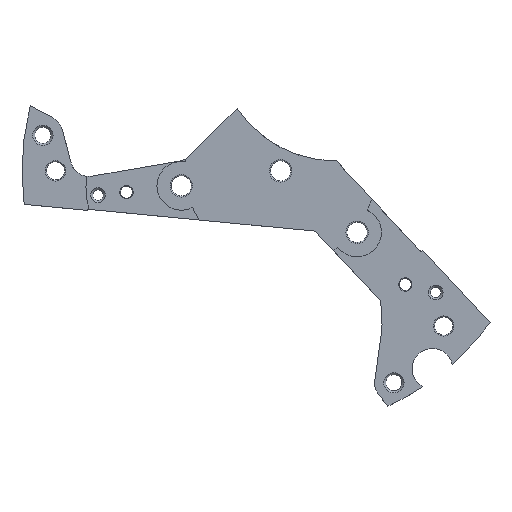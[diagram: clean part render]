
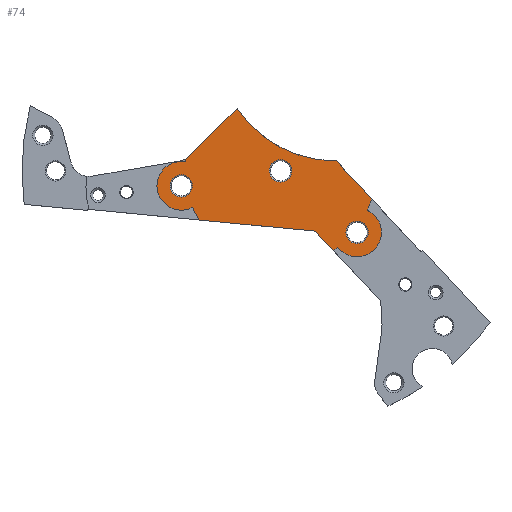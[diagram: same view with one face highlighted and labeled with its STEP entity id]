
A CAD part, top view. The second image highlights one B-rep face of the part: STEP entity #74.
In plain terms, the highlighted planar face has unit normal (0, 0, 1).
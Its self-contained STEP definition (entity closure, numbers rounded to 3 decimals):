
#74=ADVANCED_FACE('',(#337,#339,#341,#343),#345,.F.);
#337=FACE_BOUND('',#338,.T.);
#338=EDGE_LOOP('',(#949,#950,#951,#952,#953,#954,#955,#956,#957,#958,#959,#960));
#339=FACE_BOUND('',#340,.T.);
#340=EDGE_LOOP('',(#961));
#341=FACE_BOUND('',#342,.T.);
#342=EDGE_LOOP('',(#962));
#343=FACE_BOUND('',#344,.T.);
#344=EDGE_LOOP('',(#963));
#345=PLANE('',#346);
#346=AXIS2_PLACEMENT_3D('',#347,#348,#349);
#347=CARTESIAN_POINT('',(0.,0.,-0.76));
#348=DIRECTION('',(0.,0.,-1.));
#349=DIRECTION('',(0.,-1.,0.));
#949=ORIENTED_EDGE('',*,*,#1284,.T.);
#950=ORIENTED_EDGE('',*,*,#1239,.T.);
#951=ORIENTED_EDGE('',*,*,#1285,.T.);
#952=ORIENTED_EDGE('',*,*,#1232,.T.);
#953=ORIENTED_EDGE('',*,*,#1286,.T.);
#954=ORIENTED_EDGE('',*,*,#1280,.T.);
#955=ORIENTED_EDGE('',*,*,#1287,.T.);
#956=ORIENTED_EDGE('',*,*,#1288,.T.);
#957=ORIENTED_EDGE('',*,*,#1289,.T.);
#958=ORIENTED_EDGE('',*,*,#1181,.T.);
#959=ORIENTED_EDGE('',*,*,#1290,.T.);
#960=ORIENTED_EDGE('',*,*,#1185,.T.);
#961=ORIENTED_EDGE('',*,*,#1291,.T.);
#962=ORIENTED_EDGE('',*,*,#1292,.T.);
#963=ORIENTED_EDGE('',*,*,#1293,.T.);
#1181=EDGE_CURVE('',#1359,#1360,#1361,.T.);
#1185=EDGE_CURVE('',#1367,#1368,#1369,.T.);
#1232=EDGE_CURVE('',#1457,#1458,#1459,.T.);
#1239=EDGE_CURVE('',#1470,#1468,#1471,.T.);
#1280=EDGE_CURVE('',#1541,#1544,#1546,.T.);
#1284=EDGE_CURVE('',#1368,#1470,#1553,.T.);
#1285=EDGE_CURVE('',#1468,#1457,#1554,.T.);
#1286=EDGE_CURVE('',#1458,#1541,#1555,.T.);
#1287=EDGE_CURVE('',#1544,#1556,#1557,.T.);
#1288=EDGE_CURVE('',#1556,#1558,#1559,.T.);
#1289=EDGE_CURVE('',#1558,#1359,#1560,.T.);
#1290=EDGE_CURVE('',#1360,#1367,#1561,.T.);
#1291=EDGE_CURVE('',#1562,#1562,#1563,.T.);
#1292=EDGE_CURVE('',#1564,#1564,#1565,.T.);
#1293=EDGE_CURVE('',#1566,#1566,#1567,.T.);
#1359=VERTEX_POINT('',#1678);
#1360=VERTEX_POINT('',#1679);
#1361=CIRCLE('',#1680,4.7);
#1367=VERTEX_POINT('',#1696);
#1368=VERTEX_POINT('',#1697);
#1369=CIRCLE('',#1698,4.7);
#1457=VERTEX_POINT('',#2086);
#1458=VERTEX_POINT('',#2087);
#1459=CIRCLE('',#2088,1.2);
#1468=VERTEX_POINT('',#2214);
#1470=VERTEX_POINT('',#2218);
#1471=LINE('',#2219,#2220);
#1541=VERTEX_POINT('',#2491);
#1544=VERTEX_POINT('',#2498);
#1546=LINE('',#2502,#2503);
#1553=LINE('',#2596,#2597);
#1554=CIRCLE('',#2599,4.7);
#1555=CIRCLE('',#2603,4.7);
#1556=VERTEX_POINT('',#2607);
#1557=CIRCLE('',#2608,5.8);
#1558=VERTEX_POINT('',#2612);
#1559=LINE('',#2613,#2614);
#1560=CIRCLE('',#2616,0.9);
#1561=CIRCLE('',#2620,1.2);
#1562=VERTEX_POINT('',#2624);
#1563=CIRCLE('',#2625,0.552);
#1564=VERTEX_POINT('',#2629);
#1565=CIRCLE('',#2630,0.552);
#1566=VERTEX_POINT('',#2634);
#1567=CIRCLE('',#2635,0.552);
#1678=CARTESIAN_POINT('',(-4.661,0.603,-0.76));
#1679=CARTESIAN_POINT('',(-4.679,0.442,-0.76));
#1680=AXIS2_PLACEMENT_3D('',#1681,#1682,#1683);
#1681=CARTESIAN_POINT('',(0.,0.,-0.76));
#1682=DIRECTION('',(0.,0.,1.));
#1683=DIRECTION('',(-0.992,0.128,0.));
#1696=CARTESIAN_POINT('',(-4.341,-1.801,-0.76));
#1697=CARTESIAN_POINT('',(-4.03,-2.419,-0.76));
#1698=AXIS2_PLACEMENT_3D('',#1699,#1700,#1701);
#1699=CARTESIAN_POINT('',(0.,0.,-0.76));
#1700=DIRECTION('',(0.,0.,1.));
#1701=DIRECTION('',(-0.924,-0.383,0.));
#2086=CARTESIAN_POINT('',(2.819,-3.76,-0.76));
#2087=CARTESIAN_POINT('',(4.279,-1.944,-0.76));
#2088=AXIS2_PLACEMENT_3D('',#2089,#2090,#2091);
#2089=CARTESIAN_POINT('',(3.773,-3.032,-0.76));
#2090=DIRECTION('',(0.,0.,1.));
#2091=DIRECTION('',(-0.795,-0.607,0.));
#2214=CARTESIAN_POINT('',(2.598,-3.917,-0.76));
#2218=CARTESIAN_POINT('',(1.707,-2.97,-0.76));
#2219=CARTESIAN_POINT('',(1.707,-2.97,-0.76));
#2220=VECTOR('',#2221,1.);
#2221=DIRECTION('',(0.685,-0.729,0.));
#2491=CARTESIAN_POINT('',(4.493,-1.381,-0.76));
#2498=CARTESIAN_POINT('',(2.75,0.492,-0.76));
#2502=CARTESIAN_POINT('',(4.493,-1.381,-0.76));
#2503=VECTOR('',#2504,1.);
#2504=DIRECTION('',(-0.681,0.732,0.));
#2596=CARTESIAN_POINT('',(-4.03,-2.419,-0.76));
#2597=VECTOR('',#2598,1.);
#2598=DIRECTION('',(0.995,-0.096,0.));
#2599=AXIS2_PLACEMENT_3D('',#2600,#2601,#2602);
#2600=CARTESIAN_POINT('',(0.,0.,-0.76));
#2601=DIRECTION('',(0.,0.,1.));
#2602=DIRECTION('',(0.553,-0.833,0.));
#2603=AXIS2_PLACEMENT_3D('',#2604,#2605,#2606);
#2604=CARTESIAN_POINT('',(0.,0.,-0.76));
#2605=DIRECTION('',(0.,0.,1.));
#2606=DIRECTION('',(0.91,-0.414,0.));
#2607=CARTESIAN_POINT('',(-2.144,3.1,-0.76));
#2608=AXIS2_PLACEMENT_3D('',#2609,#2610,#2611);
#2609=CARTESIAN_POINT('',(2.699,6.292,-0.76));
#2610=DIRECTION('',(0.,0.,-1.));
#2611=DIRECTION('',(0.009,-1.,0.));
#2612=CARTESIAN_POINT('',(-4.491,0.737,-0.76));
#2613=CARTESIAN_POINT('',(-2.144,3.1,-0.76));
#2614=VECTOR('',#2615,1.);
#2615=DIRECTION('',(-0.705,-0.709,0.));
#2616=AXIS2_PLACEMENT_3D('',#2617,#2618,#2619);
#2617=CARTESIAN_POINT('',(-5.13,1.371,-0.76));
#2618=DIRECTION('',(0.,0.,-1.));
#2619=DIRECTION('',(0.709,-0.705,0.));
#2620=AXIS2_PLACEMENT_3D('',#2621,#2622,#2623);
#2621=CARTESIAN_POINT('',(-4.897,-0.738,-0.76));
#2622=DIRECTION('',(0.,0.,1.));
#2623=DIRECTION('',(0.182,0.983,0.));
#2624=CARTESIAN_POINT('',(4.325,-3.032,-0.76));
#2625=AXIS2_PLACEMENT_3D('',#2626,#2627,#2628);
#2626=CARTESIAN_POINT('',(3.773,-3.032,-0.76));
#2627=DIRECTION('',(0.,0.,-1.));
#2628=DIRECTION('',(0.,-1.,0.));
#2629=CARTESIAN_POINT('',(0.552,0.,-0.76));
#2630=AXIS2_PLACEMENT_3D('',#2631,#2632,#2633);
#2631=CARTESIAN_POINT('',(0.,0.,-0.76));
#2632=DIRECTION('',(0.,0.,-1.));
#2633=DIRECTION('',(0.,-1.,0.));
#2634=CARTESIAN_POINT('',(-4.345,-0.738,-0.76));
#2635=AXIS2_PLACEMENT_3D('',#2636,#2637,#2638);
#2636=CARTESIAN_POINT('',(-4.897,-0.738,-0.76));
#2637=DIRECTION('',(0.,0.,-1.));
#2638=DIRECTION('',(0.,-1.,0.));
